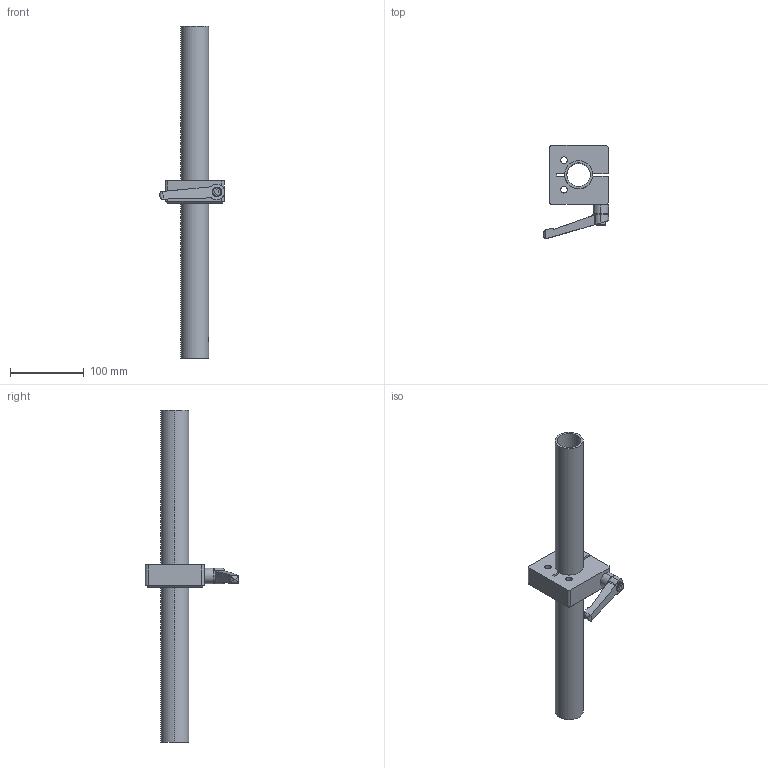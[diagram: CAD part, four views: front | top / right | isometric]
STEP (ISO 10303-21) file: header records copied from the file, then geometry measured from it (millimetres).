
FILE_DESCRIPTION (( 'STEP AP214' ), '1' );
FILE_NAME ('ST4010V-Rollco.step', '2025-01-17T09:39:58', ( '' ), ( '' ), 'SwSTEP 2.0', 'SolidWorks 2010', '' );
FILE_SCHEMA (( 'AUTOMOTIVE_DESIGN' ));
Length unit declared in the file: millimetre
Products named in the file (1): ST4010V-Rollco
Bounding box: 88.45 x 126.19 x 450 mm (x, y, z)
Volume: 309983.7 mm3; surface area: 134397.3 mm2
Topology: 3 solids, 3 shells, 100 faces, 249 edges, 154 vertices
Faces by surface type: cylinder 44, plane 35, cone 14, bspline 7
Entity records: 3656 total; most frequent: CARTESIAN_POINT 1276, ORIENTED_EDGE 486, DIRECTION 478, EDGE_CURVE 243, AXIS2_PLACEMENT_3D 179, VERTEX_POINT 154, VECTOR 120, LINE 120
